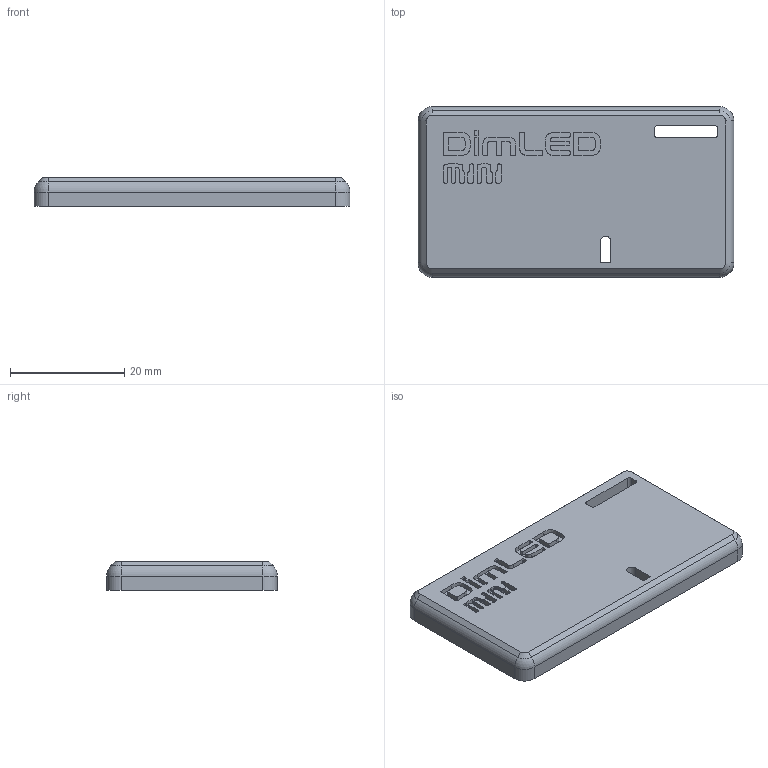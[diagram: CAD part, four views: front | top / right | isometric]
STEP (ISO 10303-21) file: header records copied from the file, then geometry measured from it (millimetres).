
FILE_DESCRIPTION(('FreeCAD Model'),'2;1');
FILE_NAME('Open CASCADE Shape Model','2025-12-21T11:48:02',(''),(''), 'Open CASCADE STEP processor 7.8','FreeCAD','Unknown');
FILE_SCHEMA(('AUTOMOTIVE_DESIGN { 1 0 10303 214 1 1 1 1 }'));
Length unit declared in the file: millimetre
Products named in the file (1): Part B
Bounding box: 55.4 x 29.9 x 5 mm (x, y, z)
Volume: 3695 mm3; surface area: 4830.9 mm2
Topology: 1 solids, 1 shells, 375 faces, 1048 edges, 692 vertices
Faces by surface type: extrusion 192, plane 143, cylinder 31, sphere 4, revolution 4, cone 1
Entity records: 12411 total; most frequent: CARTESIAN_POINT 3422, ORIENTED_EDGE 2096, DIRECTION 1297, EDGE_CURVE 1048, VECTOR 787, VERTEX_POINT 692, LINE 595, B_SPLINE_CURVE_WITH_KNOTS 576
